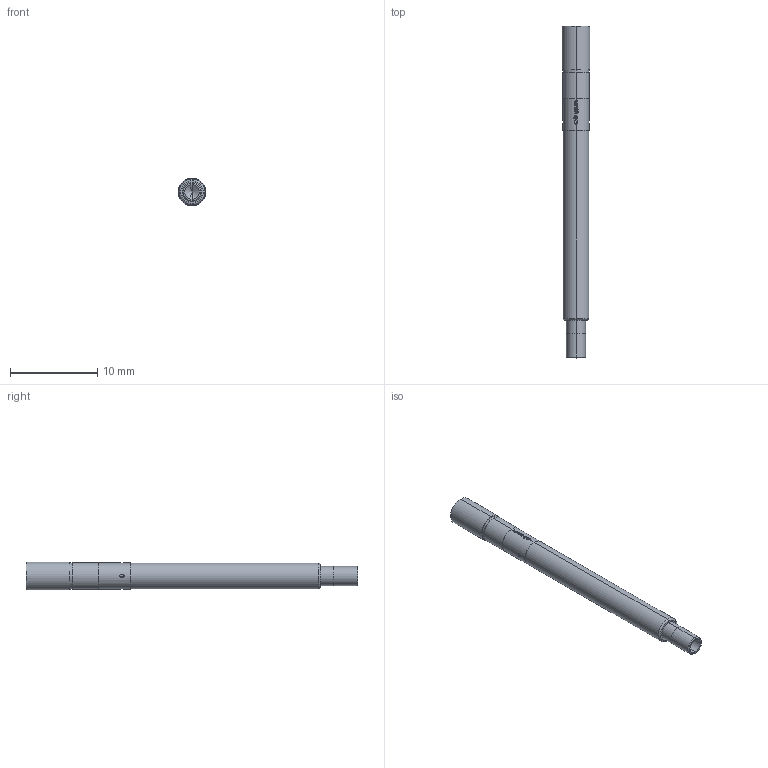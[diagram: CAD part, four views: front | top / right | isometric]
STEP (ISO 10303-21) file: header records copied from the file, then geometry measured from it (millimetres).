
FILE_DESCRIPTION (( 'STEP AP203' ), '1' );
FILE_NAME ('INGUN_KS-465_M2.5_E05-F-R.STEP', '2022-02-09T05:33:11', ( 'ochi' ), ( '' ), 'SwSTEP 2.0', 'SolidWorks 2018', '' );
FILE_SCHEMA (( 'CONFIG_CONTROL_DESIGN' ));
Length unit declared in the file: millimetre
Products named in the file (1): INGUN_KS-465_M2.5_E05-F-R
Bounding box: 3.2 x 38.1 x 3.2 mm (x, y, z)
Volume: 254 mm3; surface area: 375.7 mm2
Topology: 1 solids, 1 shells, 119 faces, 314 edges, 203 vertices
Faces by surface type: plane 46, cylinder 35, bspline 22, sphere 8, cone 6, torus 2
Entity records: 4001 total; most frequent: CARTESIAN_POINT 1131, ORIENTED_EDGE 624, DIRECTION 530, EDGE_CURVE 312, AXIS2_PLACEMENT_3D 214, VERTEX_POINT 203, EDGE_LOOP 127, ADVANCED_FACE 119
